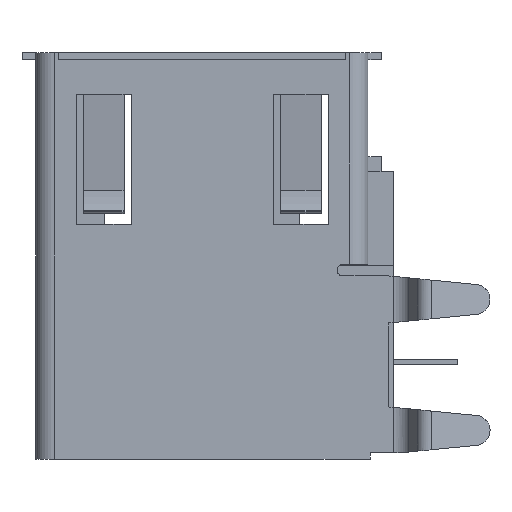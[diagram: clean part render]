
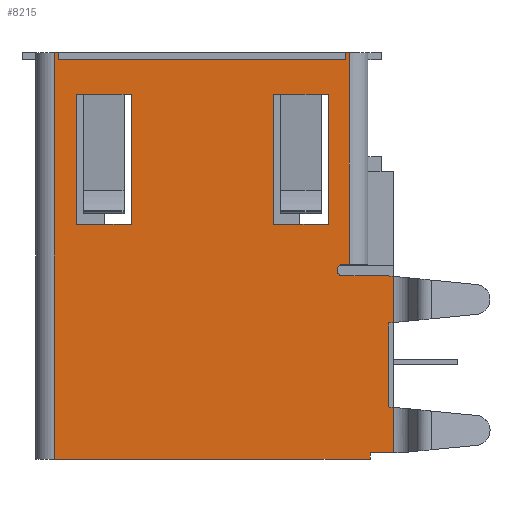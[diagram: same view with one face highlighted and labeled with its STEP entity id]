
A CAD part, left-side view. The second image highlights one B-rep face of the part: STEP entity #8215.
In plain terms, the highlighted planar face has unit normal (-1, 0, 0).
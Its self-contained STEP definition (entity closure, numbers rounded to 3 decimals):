
#78=CIRCLE('',#8653,0.25);
#512=ORIENTED_EDGE('',*,*,#2945,.F.);
#513=ORIENTED_EDGE('',*,*,#2946,.T.);
#514=ORIENTED_EDGE('',*,*,#2947,.T.);
#515=ORIENTED_EDGE('',*,*,#2948,.T.);
#516=ORIENTED_EDGE('',*,*,#2845,.T.);
#517=ORIENTED_EDGE('',*,*,#2949,.F.);
#518=ORIENTED_EDGE('',*,*,#2950,.F.);
#519=ORIENTED_EDGE('',*,*,#2951,.T.);
#520=ORIENTED_EDGE('',*,*,#2952,.T.);
#521=ORIENTED_EDGE('',*,*,#2953,.T.);
#522=ORIENTED_EDGE('',*,*,#2853,.T.);
#523=ORIENTED_EDGE('',*,*,#2954,.F.);
#524=ORIENTED_EDGE('',*,*,#2898,.F.);
#525=ORIENTED_EDGE('',*,*,#2955,.T.);
#526=ORIENTED_EDGE('',*,*,#2956,.F.);
#527=ORIENTED_EDGE('',*,*,#2957,.T.);
#528=ORIENTED_EDGE('',*,*,#2894,.F.);
#529=ORIENTED_EDGE('',*,*,#2881,.T.);
#530=ORIENTED_EDGE('',*,*,#2912,.T.);
#531=ORIENTED_EDGE('',*,*,#2958,.F.);
#532=ORIENTED_EDGE('',*,*,#2744,.F.);
#533=ORIENTED_EDGE('',*,*,#2942,.F.);
#534=ORIENTED_EDGE('',*,*,#2753,.F.);
#535=ORIENTED_EDGE('',*,*,#2720,.F.);
#536=ORIENTED_EDGE('',*,*,#2783,.F.);
#537=ORIENTED_EDGE('',*,*,#2940,.F.);
#538=ORIENTED_EDGE('',*,*,#2797,.F.);
#539=ORIENTED_EDGE('',*,*,#2728,.F.);
#540=ORIENTED_EDGE('',*,*,#2735,.F.);
#541=ORIENTED_EDGE('',*,*,#2959,.F.);
#542=ORIENTED_EDGE('',*,*,#2916,.F.);
#2720=EDGE_CURVE('',#3950,#3948,#4764,.T.);
#2728=EDGE_CURVE('',#3958,#3956,#4772,.T.);
#2735=EDGE_CURVE('',#3964,#3958,#78,.F.);
#2744=EDGE_CURVE('',#3972,#3968,#4782,.T.);
#2753=EDGE_CURVE('',#3948,#3981,#4788,.T.);
#2783=EDGE_CURVE('',#4008,#3950,#4807,.T.);
#2797=EDGE_CURVE('',#3956,#4021,#4816,.T.);
#2845=EDGE_CURVE('',#4067,#4068,#4857,.T.);
#2853=EDGE_CURVE('',#4075,#4076,#4865,.T.);
#2881=EDGE_CURVE('',#4102,#4101,#4890,.T.);
#2894=EDGE_CURVE('',#4102,#4113,#4898,.T.);
#2898=EDGE_CURVE('',#4116,#4117,#4902,.T.);
#2912=EDGE_CURVE('',#4101,#4129,#4914,.T.);
#2916=EDGE_CURVE('',#4117,#4132,#4917,.T.);
#2940=EDGE_CURVE('',#4021,#4008,#4940,.T.);
#2942=EDGE_CURVE('',#3981,#3972,#4942,.T.);
#2945=EDGE_CURVE('',#4154,#4155,#4944,.T.);
#2946=EDGE_CURVE('',#4154,#4156,#4945,.T.);
#2947=EDGE_CURVE('',#4156,#4157,#4946,.T.);
#2948=EDGE_CURVE('',#4157,#4067,#4947,.T.);
#2949=EDGE_CURVE('',#4155,#4068,#4948,.T.);
#2950=EDGE_CURVE('',#4158,#4159,#4949,.T.);
#2951=EDGE_CURVE('',#4158,#4160,#4950,.T.);
#2952=EDGE_CURVE('',#4160,#4161,#4951,.T.);
#2953=EDGE_CURVE('',#4161,#4075,#4952,.T.);
#2954=EDGE_CURVE('',#4159,#4076,#4953,.T.);
#2955=EDGE_CURVE('',#4116,#4162,#4954,.T.);
#2956=EDGE_CURVE('',#4163,#4162,#4955,.T.);
#2957=EDGE_CURVE('',#4163,#4113,#4956,.T.);
#2958=EDGE_CURVE('',#3968,#4129,#4957,.T.);
#2959=EDGE_CURVE('',#4132,#3964,#4958,.T.);
#3948=VERTEX_POINT('',#11460);
#3950=VERTEX_POINT('',#11464);
#3956=VERTEX_POINT('',#11478);
#3958=VERTEX_POINT('',#11482);
#3964=VERTEX_POINT('',#11497);
#3968=VERTEX_POINT('',#11508);
#3972=VERTEX_POINT('',#11516);
#3981=VERTEX_POINT('',#11537);
#4008=VERTEX_POINT('',#11595);
#4021=VERTEX_POINT('',#11625);
#4067=VERTEX_POINT('',#11724);
#4068=VERTEX_POINT('',#11725);
#4075=VERTEX_POINT('',#11742);
#4076=VERTEX_POINT('',#11743);
#4101=VERTEX_POINT('',#11798);
#4102=VERTEX_POINT('',#11800);
#4113=VERTEX_POINT('',#11825);
#4116=VERTEX_POINT('',#11831);
#4117=VERTEX_POINT('',#11833);
#4129=VERTEX_POINT('',#11859);
#4132=VERTEX_POINT('',#11866);
#4154=VERTEX_POINT('',#11924);
#4155=VERTEX_POINT('',#11925);
#4156=VERTEX_POINT('',#11927);
#4157=VERTEX_POINT('',#11929);
#4158=VERTEX_POINT('',#11933);
#4159=VERTEX_POINT('',#11934);
#4160=VERTEX_POINT('',#11936);
#4161=VERTEX_POINT('',#11938);
#4162=VERTEX_POINT('',#11942);
#4163=VERTEX_POINT('',#11944);
#4764=LINE('',#11465,#5846);
#4772=LINE('',#11483,#5854);
#4782=LINE('',#11517,#5864);
#4788=LINE('',#11536,#5870);
#4807=LINE('',#11596,#5889);
#4816=LINE('',#11624,#5898);
#4857=LINE('',#11723,#5939);
#4865=LINE('',#11741,#5947);
#4890=LINE('',#11799,#5972);
#4898=LINE('',#11824,#5980);
#4902=LINE('',#11832,#5984);
#4914=LINE('',#11861,#5996);
#4917=LINE('',#11868,#5999);
#4940=LINE('',#11915,#6022);
#4942=LINE('',#11918,#6024);
#4944=LINE('',#11923,#6026);
#4945=LINE('',#11926,#6027);
#4946=LINE('',#11928,#6028);
#4947=LINE('',#11930,#6029);
#4948=LINE('',#11931,#6030);
#4949=LINE('',#11932,#6031);
#4950=LINE('',#11935,#6032);
#4951=LINE('',#11937,#6033);
#4952=LINE('',#11939,#6034);
#4953=LINE('',#11940,#6035);
#4954=LINE('',#11941,#6036);
#4955=LINE('',#11943,#6037);
#4956=LINE('',#11945,#6038);
#4957=LINE('',#11946,#6039);
#4958=LINE('',#11947,#6040);
#5846=VECTOR('',#9229,1000.);
#5854=VECTOR('',#9241,1000.);
#5864=VECTOR('',#9271,1000.);
#5870=VECTOR('',#9287,1000.);
#5889=VECTOR('',#9332,1000.);
#5898=VECTOR('',#9355,1000.);
#5939=VECTOR('',#9420,1000.);
#5947=VECTOR('',#9432,1000.);
#5972=VECTOR('',#9469,1000.);
#5980=VECTOR('',#9489,1000.);
#5984=VECTOR('',#9493,1000.);
#5996=VECTOR('',#9511,1000.);
#5999=VECTOR('',#9518,1000.);
#6022=VECTOR('',#9549,1000.);
#6024=VECTOR('',#9553,1000.);
#6026=VECTOR('',#9559,1000.);
#6027=VECTOR('',#9560,1000.);
#6028=VECTOR('',#9561,1000.);
#6029=VECTOR('',#9562,1000.);
#6030=VECTOR('',#9563,1000.);
#6031=VECTOR('',#9564,1000.);
#6032=VECTOR('',#9565,1000.);
#6033=VECTOR('',#9566,1000.);
#6034=VECTOR('',#9567,1000.);
#6035=VECTOR('',#9568,1000.);
#6036=VECTOR('',#9569,1000.);
#6037=VECTOR('',#9570,1000.);
#6038=VECTOR('',#9571,1000.);
#6039=VECTOR('',#9572,1000.);
#6040=VECTOR('',#9573,1000.);
#6965=EDGE_LOOP('',(#512,#513,#514,#515,#516,#517));
#6966=EDGE_LOOP('',(#518,#519,#520,#521,#522,#523));
#6967=EDGE_LOOP('',(#524,#525,#526,#527,#528,#529,#530,#531,#532,#533,#534,
#535,#536,#537,#538,#539,#540,#541,#542));
#7419=FACE_BOUND('',#6965,.T.);
#7420=FACE_BOUND('',#6966,.T.);
#7421=FACE_BOUND('',#6967,.T.);
#7855=PLANE('',#8722);
#8215=ADVANCED_FACE('',(#7419,#7420,#7421),#7855,.F.);
#8653=AXIS2_PLACEMENT_3D('',#11498,#9253,#9254);
#8722=AXIS2_PLACEMENT_3D('',#11922,#9557,#9558);
#9229=DIRECTION('',(0.,0.,-1.));
#9241=DIRECTION('',(0.,-1.,0.));
#9253=DIRECTION('',(1.,0.,0.));
#9254=DIRECTION('',(0.,0.,-1.));
#9271=DIRECTION('',(0.,1.,0.));
#9287=DIRECTION('',(0.,-0.995,-0.097));
#9332=DIRECTION('',(0.,0.995,-0.097));
#9355=DIRECTION('',(0.,-0.995,-0.097));
#9420=DIRECTION('',(0.,-1.,0.));
#9432=DIRECTION('',(0.,-1.,0.));
#9469=DIRECTION('',(0.,0.,-1.));
#9489=DIRECTION('',(0.,-1.,0.));
#9493=DIRECTION('',(0.,-1.,0.));
#9511=DIRECTION('',(0.,-1.,0.));
#9518=DIRECTION('',(0.,0.,-1.));
#9549=DIRECTION('',(0.,0.,-1.));
#9553=DIRECTION('',(0.,0.,-1.));
#9557=DIRECTION('',(1.,0.,0.));
#9558=DIRECTION('',(0.,0.,-1.));
#9559=DIRECTION('',(0.,-1.,0.));
#9560=DIRECTION('',(0.,0.,1.));
#9561=DIRECTION('',(0.,-1.,0.));
#9562=DIRECTION('',(0.,-1.,0.));
#9563=DIRECTION('',(0.,0.,1.));
#9564=DIRECTION('',(0.,-1.,0.));
#9565=DIRECTION('',(0.,0.,1.));
#9566=DIRECTION('',(0.,-1.,0.));
#9567=DIRECTION('',(0.,-1.,0.));
#9568=DIRECTION('',(0.,0.,1.));
#9569=DIRECTION('',(0.,0.,-1.));
#9570=DIRECTION('',(0.,-1.,0.));
#9571=DIRECTION('',(0.,0.,1.));
#9572=DIRECTION('',(0.,0.,-1.));
#9573=DIRECTION('',(0.,1.,0.));
#11460=CARTESIAN_POINT('',(-6.55,0.2,-6.545));
#11464=CARTESIAN_POINT('',(-6.55,0.2,-2.905));
#11465=CARTESIAN_POINT('',(-6.55,0.2,8.825));
#11478=CARTESIAN_POINT('',(-6.55,0.2,-0.865));
#11482=CARTESIAN_POINT('',(-6.55,2.185,-0.865));
#11483=CARTESIAN_POINT('',(-6.55,14.7,-0.865));
#11497=CARTESIAN_POINT('',(-6.55,2.185,-0.365));
#11498=CARTESIAN_POINT('',(-6.55,2.185,-0.615));
#11508=CARTESIAN_POINT('',(-6.55,1.,-8.525));
#11516=CARTESIAN_POINT('',(-6.55,0.,-8.525));
#11517=CARTESIAN_POINT('',(-6.55,14.7,-8.525));
#11536=CARTESIAN_POINT('',(-6.55,16.052,-4.994));
#11537=CARTESIAN_POINT('',(-6.55,0.,-6.565));
#11595=CARTESIAN_POINT('',(-6.55,0.,-2.885));
#11596=CARTESIAN_POINT('',(-6.55,13.426,-4.199));
#11624=CARTESIAN_POINT('',(-6.55,15.502,0.632));
#11625=CARTESIAN_POINT('',(-6.55,0.,-0.885));
#11723=CARTESIAN_POINT('',(-6.55,13.74,7.025));
#11724=CARTESIAN_POINT('',(-6.55,11.675,7.025));
#11725=CARTESIAN_POINT('',(-6.55,11.36,7.025));
#11741=CARTESIAN_POINT('',(-6.55,5.19,7.025));
#11742=CARTESIAN_POINT('',(-6.55,3.125,7.025));
#11743=CARTESIAN_POINT('',(-6.55,2.81,7.025));
#11798=CARTESIAN_POINT('',(-6.55,14.7,-8.825));
#11799=CARTESIAN_POINT('',(-6.55,14.7,8.825));
#11800=CARTESIAN_POINT('',(-6.55,14.7,8.825));
#11824=CARTESIAN_POINT('',(-6.55,14.7,8.825));
#11825=CARTESIAN_POINT('',(-6.55,14.525,8.825));
#11831=CARTESIAN_POINT('',(-6.55,2.075,8.825));
#11832=CARTESIAN_POINT('',(-6.55,14.7,8.825));
#11833=CARTESIAN_POINT('',(-6.55,1.9,8.825));
#11859=CARTESIAN_POINT('',(-6.55,1.,-8.825));
#11861=CARTESIAN_POINT('',(-6.55,14.7,-8.825));
#11866=CARTESIAN_POINT('',(-6.55,1.9,-0.365));
#11868=CARTESIAN_POINT('',(-6.55,1.9,18.205));
#11915=CARTESIAN_POINT('',(-6.55,0.,8.825));
#11918=CARTESIAN_POINT('',(-6.55,0.,8.825));
#11922=CARTESIAN_POINT('',(-6.55,14.7,8.825));
#11923=CARTESIAN_POINT('',(-6.55,13.74,1.375));
#11924=CARTESIAN_POINT('',(-6.55,13.74,1.375));
#11925=CARTESIAN_POINT('',(-6.55,11.36,1.375));
#11926=CARTESIAN_POINT('',(-6.55,13.74,1.375));
#11927=CARTESIAN_POINT('',(-6.55,13.74,7.025));
#11928=CARTESIAN_POINT('',(-6.55,13.74,7.025));
#11929=CARTESIAN_POINT('',(-6.55,13.425,7.025));
#11930=CARTESIAN_POINT('',(-6.55,13.425,7.025));
#11931=CARTESIAN_POINT('',(-6.55,11.36,1.375));
#11932=CARTESIAN_POINT('',(-6.55,5.19,1.375));
#11933=CARTESIAN_POINT('',(-6.55,5.19,1.375));
#11934=CARTESIAN_POINT('',(-6.55,2.81,1.375));
#11935=CARTESIAN_POINT('',(-6.55,5.19,1.375));
#11936=CARTESIAN_POINT('',(-6.55,5.19,7.025));
#11937=CARTESIAN_POINT('',(-6.55,5.19,7.025));
#11938=CARTESIAN_POINT('',(-6.55,4.875,7.025));
#11939=CARTESIAN_POINT('',(-6.55,4.875,7.025));
#11940=CARTESIAN_POINT('',(-6.55,2.81,1.375));
#11941=CARTESIAN_POINT('',(-6.55,2.075,8.825));
#11942=CARTESIAN_POINT('',(-6.55,2.075,8.505));
#11943=CARTESIAN_POINT('',(-6.55,14.7,8.505));
#11944=CARTESIAN_POINT('',(-6.55,14.525,8.505));
#11945=CARTESIAN_POINT('',(-6.55,14.525,8.825));
#11946=CARTESIAN_POINT('',(-6.55,1.,8.825));
#11947=CARTESIAN_POINT('',(-6.55,14.7,-0.365));
